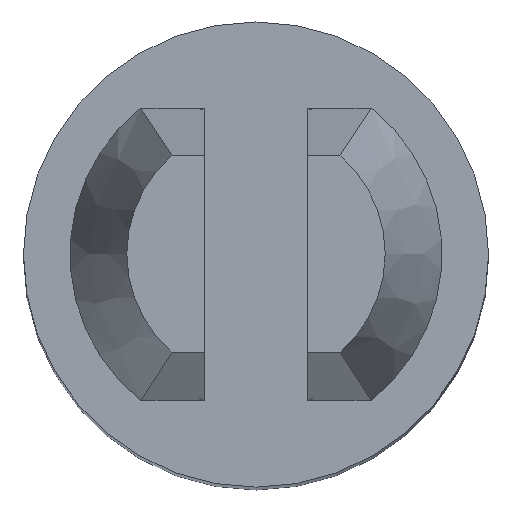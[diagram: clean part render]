
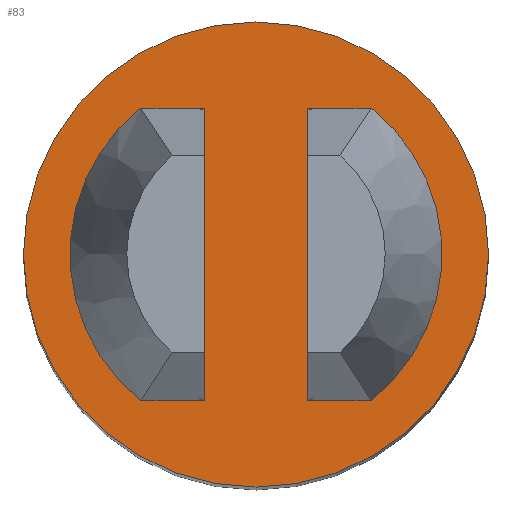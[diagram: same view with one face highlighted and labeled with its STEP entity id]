
A CAD part, top view. The second image highlights one B-rep face of the part: STEP entity #83.
In plain terms, the highlighted planar face has unit normal (0, 0, 1).
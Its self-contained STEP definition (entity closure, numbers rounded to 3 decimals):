
#83 = ADVANCED_FACE( '', ( #170, #171, #172 ), #173, .F. );
#170 = FACE_BOUND( '', #257, .T. );
#171 = FACE_BOUND( '', #258, .T. );
#172 = FACE_OUTER_BOUND( '', #259, .T. );
#173 = PLANE( '', #260 );
#257 = EDGE_LOOP( '', ( #421, #422 ) );
#258 = EDGE_LOOP( '', ( #423, #424 ) );
#259 = EDGE_LOOP( '', ( #425 ) );
#260 = AXIS2_PLACEMENT_3D( '', #426, #427, #428 );
#421 = ORIENTED_EDGE( '', *, *, #550, .T. );
#422 = ORIENTED_EDGE( '', *, *, #543, .T. );
#423 = ORIENTED_EDGE( '', *, *, #497, .T. );
#424 = ORIENTED_EDGE( '', *, *, #553, .F. );
#425 = ORIENTED_EDGE( '', *, *, #520, .F. );
#426 = CARTESIAN_POINT( '', ( -1.5, 0., 7.95 ) );
#427 = DIRECTION( '', ( 0., 0., -1. ) );
#428 = DIRECTION( '', ( -1., 0., 0. ) );
#497 = EDGE_CURVE( '', #577, #581, #583, .T. );
#520 = EDGE_CURVE( '', #618, #618, #619, .T. );
#543 = EDGE_CURVE( '', #646, #648, #650, .T. );
#550 = EDGE_CURVE( '', #648, #646, #660, .T. );
#553 = EDGE_CURVE( '', #577, #581, #663, .T. );
#577 = VERTEX_POINT( '', #690 );
#581 = VERTEX_POINT( '', #695 );
#583 = CIRCLE( '', #698, 1.5 );
#618 = VERTEX_POINT( '', #765 );
#619 = CIRCLE( '', #766, 2.25 );
#646 = VERTEX_POINT( '', #814 );
#648 = VERTEX_POINT( '', #817 );
#650 = CIRCLE( '', #820, 1.5 );
#660 = LINE( '', #836, #837 );
#663 = LINE( '', #841, #842 );
#690 = CARTESIAN_POINT( '', ( -0.5, -1.414, 7.95 ) );
#695 = CARTESIAN_POINT( '', ( -0.5, 1.414, 7.95 ) );
#698 = AXIS2_PLACEMENT_3D( '', #874, #875, #876 );
#765 = CARTESIAN_POINT( '', ( -2.25, 0., 7.95 ) );
#766 = AXIS2_PLACEMENT_3D( '', #894, #895, #896 );
#814 = CARTESIAN_POINT( '', ( 0.5, 1.414, 7.95 ) );
#817 = CARTESIAN_POINT( '', ( 0.5, -1.414, 7.95 ) );
#820 = AXIS2_PLACEMENT_3D( '', #917, #918, #919 );
#836 = CARTESIAN_POINT( '', ( 0.5, -2.25, 7.95 ) );
#837 = VECTOR( '', #923, 1000. );
#841 = CARTESIAN_POINT( '', ( -0.5, -2.25, 7.95 ) );
#842 = VECTOR( '', #925, 1000. );
#874 = CARTESIAN_POINT( '', ( 0., 0., 7.95 ) );
#875 = DIRECTION( '', ( 0., 0., -1. ) );
#876 = DIRECTION( '', ( -1., 0., 0. ) );
#894 = CARTESIAN_POINT( '', ( 0., 0., 7.95 ) );
#895 = DIRECTION( '', ( 0., 0., -1. ) );
#896 = DIRECTION( '', ( -1., 0., 0. ) );
#917 = CARTESIAN_POINT( '', ( 0., 0., 7.95 ) );
#918 = DIRECTION( '', ( 0., 0., -1. ) );
#919 = DIRECTION( '', ( -1., 0., 0. ) );
#923 = DIRECTION( '', ( 0., 1., 0. ) );
#925 = DIRECTION( '', ( 0., 1., 0. ) );
